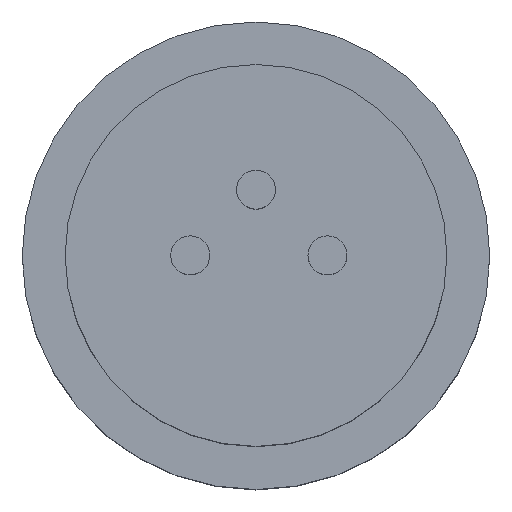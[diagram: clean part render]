
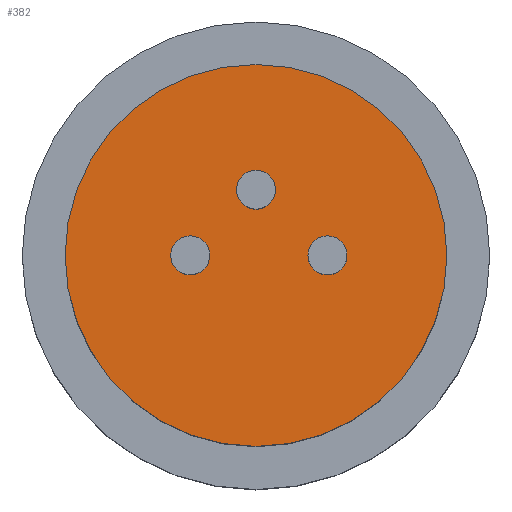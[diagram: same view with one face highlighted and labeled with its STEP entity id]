
A CAD part, top view. The second image highlights one B-rep face of the part: STEP entity #382.
In plain terms, the highlighted planar face has unit normal (0, 0, 1).
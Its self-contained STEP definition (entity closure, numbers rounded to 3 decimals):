
#67=CARTESIAN_POINT('',(0.,0.,11.));
#68=DIRECTION('',(0.,0.,1.));
#69=DIRECTION('',(1.,0.,0.));
#70=AXIS2_PLACEMENT_3D('',#67,#68,#69);
#72=CARTESIAN_POINT('',(0.,0.,11.));
#73=DIRECTION('',(0.,0.,1.));
#74=DIRECTION('',(-1.,0.,0.));
#75=AXIS2_PLACEMENT_3D('',#72,#73,#74);
#77=CARTESIAN_POINT('',(1.834,0.,11.));
#78=DIRECTION('',(0.,0.,1.));
#79=DIRECTION('',(0.,-1.,0.));
#80=AXIS2_PLACEMENT_3D('',#77,#78,#79);
#82=CARTESIAN_POINT('',(1.834,0.,11.));
#83=DIRECTION('',(0.,0.,1.));
#84=DIRECTION('',(0.,1.,0.));
#85=AXIS2_PLACEMENT_3D('',#82,#83,#84);
#87=CARTESIAN_POINT('',(-1.687,0.,11.));
#88=DIRECTION('',(0.,0.,1.));
#89=DIRECTION('',(0.,-1.,0.));
#90=AXIS2_PLACEMENT_3D('',#87,#88,#89);
#92=CARTESIAN_POINT('',(-1.687,0.,11.));
#93=DIRECTION('',(0.,0.,1.));
#94=DIRECTION('',(0.,1.,0.));
#95=AXIS2_PLACEMENT_3D('',#92,#93,#94);
#97=CARTESIAN_POINT('',(0.,1.686,11.));
#98=DIRECTION('',(0.,0.,1.));
#99=DIRECTION('',(0.,-1.,0.));
#100=AXIS2_PLACEMENT_3D('',#97,#98,#99);
#102=CARTESIAN_POINT('',(0.,1.686,11.));
#103=DIRECTION('',(0.,0.,1.));
#104=DIRECTION('',(0.,1.,0.));
#105=AXIS2_PLACEMENT_3D('',#102,#103,#104);
#205=CARTESIAN_POINT('',(4.9,0.,11.));
#206=CARTESIAN_POINT('',(-4.9,0.,11.));
#207=VERTEX_POINT('',#205);
#208=VERTEX_POINT('',#206);
#225=CARTESIAN_POINT('',(1.834,-0.5,11.));
#226=CARTESIAN_POINT('',(1.834,0.5,11.));
#227=VERTEX_POINT('',#225);
#228=VERTEX_POINT('',#226);
#229=CARTESIAN_POINT('',(-1.687,-0.5,11.));
#230=CARTESIAN_POINT('',(-1.687,0.5,11.));
#231=VERTEX_POINT('',#229);
#232=VERTEX_POINT('',#230);
#233=CARTESIAN_POINT('',(0.,1.186,11.));
#234=CARTESIAN_POINT('',(0.,2.186,11.));
#235=VERTEX_POINT('',#233);
#236=VERTEX_POINT('',#234);
#355=CARTESIAN_POINT('',(0.,0.,11.));
#356=DIRECTION('',(0.,0.,1.));
#357=DIRECTION('',(1.,0.,0.));
#358=AXIS2_PLACEMENT_3D('',#355,#356,#357);
#359=PLANE('',#358);
#360=ORIENTED_EDGE('',*,*,#335,.F.);
#361=ORIENTED_EDGE('',*,*,#349,.F.);
#362=EDGE_LOOP('',(#360,#361));
#363=FACE_OUTER_BOUND('',#362,.F.);
#365=ORIENTED_EDGE('',*,*,#364,.T.);
#367=ORIENTED_EDGE('',*,*,#366,.T.);
#368=EDGE_LOOP('',(#365,#367));
#369=FACE_BOUND('',#368,.F.);
#371=ORIENTED_EDGE('',*,*,#370,.T.);
#373=ORIENTED_EDGE('',*,*,#372,.T.);
#374=EDGE_LOOP('',(#371,#373));
#375=FACE_BOUND('',#374,.F.);
#377=ORIENTED_EDGE('',*,*,#376,.T.);
#379=ORIENTED_EDGE('',*,*,#378,.T.);
#380=EDGE_LOOP('',(#377,#379));
#381=FACE_BOUND('',#380,.F.);
#382=ADVANCED_FACE('',(#363,#369,#375,#381),#359,.T.);
#71=CIRCLE('',#70,4.9);
#76=CIRCLE('',#75,4.9);
#81=CIRCLE('',#80,0.5);
#86=CIRCLE('',#85,0.5);
#91=CIRCLE('',#90,0.5);
#96=CIRCLE('',#95,0.5);
#101=CIRCLE('',#100,0.5);
#106=CIRCLE('',#105,0.5);
#335=EDGE_CURVE('',#207,#208,#71,.T.);
#349=EDGE_CURVE('',#208,#207,#76,.T.);
#364=EDGE_CURVE('',#227,#228,#81,.T.);
#366=EDGE_CURVE('',#228,#227,#86,.T.);
#370=EDGE_CURVE('',#231,#232,#91,.T.);
#372=EDGE_CURVE('',#232,#231,#96,.T.);
#376=EDGE_CURVE('',#235,#236,#101,.T.);
#378=EDGE_CURVE('',#236,#235,#106,.T.);
